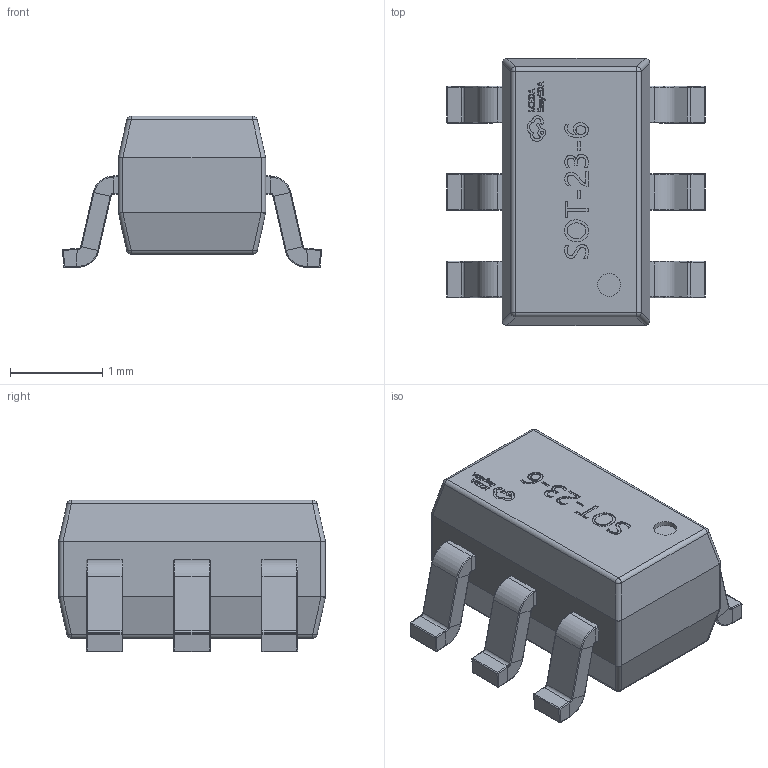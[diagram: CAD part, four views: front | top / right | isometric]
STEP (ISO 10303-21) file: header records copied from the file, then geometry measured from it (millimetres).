
FILE_DESCRIPTION(('FreeCAD Model'),'2;1');
FILE_NAME('Open CASCADE Shape Model','2024-03-16T15:05:55',(''),(''), 'Open CASCADE STEP processor 7.6','FreeCAD','Unknown');
FILE_SCHEMA(('AUTOMOTIVE_DESIGN { 1 0 10303 214 1 1 1 1 }'));
Length unit declared in the file: millimetre
Products named in the file (23): D1; SOT-23-6_L2.9-W1.6-P0.95-LS2.8-BR; COMPOUND021; COMPOUND001; COMPOUND002; COMPOUND003; COMPOUND004; COMPOUND005; COMPOUND006; COMPOUND007; COMPOUND008; COMPOUND009; COMPOUND010; COMPOUND011; COMPOUND012; COMPOUND013; COMPOUND014; COMPOUND015; COMPOUND016; COMPOUND017; COMPOUND018; COMPOUND019; COMPOUND020
Assembly tree (22 placements, depth 4):
  D1
    SOT-23-6_L2.9-W1.6-P0.95-LS2.8-BR
      COMPOUND021
        COMPOUND001
        COMPOUND002
        COMPOUND003
        COMPOUND004
        COMPOUND005
        COMPOUND006
        COMPOUND007
        COMPOUND008
        COMPOUND009
        COMPOUND010
        COMPOUND011
        COMPOUND012
        COMPOUND013
        COMPOUND014
        COMPOUND015
        COMPOUND016
        COMPOUND017
        COMPOUND018
        COMPOUND019
        COMPOUND020
Bounding box: 2.81 x 2.9 x 1.65 mm (x, y, z)
Volume: 7.1 mm3; surface area: 30 mm2
Topology: 20 solids, 20 shells, 746 faces, 1818 edges, 1118 vertices
Faces by surface type: plane 342, bspline 164, cylinder 142, torus 60, sphere 38
Entity records: 28003 total; most frequent: CARTESIAN_POINT 9665, ORIENTED_EDGE 3612, DIRECTION 3000, EDGE_CURVE 1806, VERTEX_POINT 1118, LINE 1062, VECTOR 1062, AXIS2_PLACEMENT_3D 969
